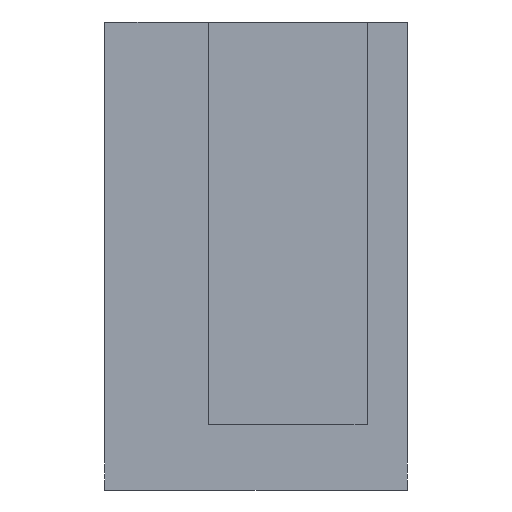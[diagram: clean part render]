
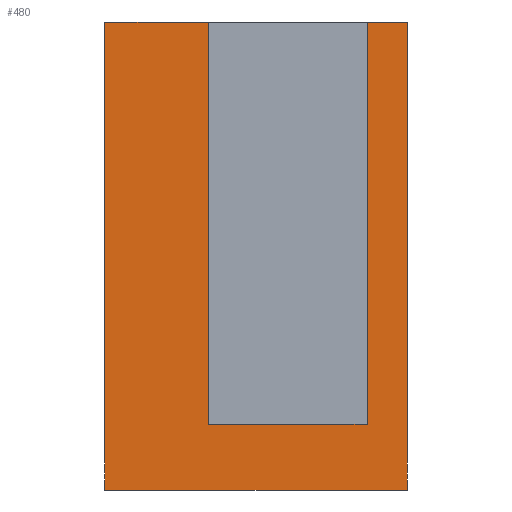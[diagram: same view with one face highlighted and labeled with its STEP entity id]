
A CAD part, front view. The second image highlights one B-rep face of the part: STEP entity #480.
In plain terms, the highlighted planar face has unit normal (0, -1, 0).
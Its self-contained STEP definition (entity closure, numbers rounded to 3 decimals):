
#14 = CARTESIAN_POINT ( 'NONE',  ( 13.06, -5., -14.75 ) ) ;
#30 = CARTESIAN_POINT ( 'NONE',  ( 1.53, -5., 14.75 ) ) ;
#31 = DIRECTION ( 'NONE',  ( 0., 0., -1. ) ) ;
#32 = EDGE_CURVE ( 'NONE', #47, #440, #254, .T. ) ;
#47 = VERTEX_POINT ( 'NONE', #443 ) ;
#50 = VERTEX_POINT ( 'NONE', #257 ) ;
#64 = CARTESIAN_POINT ( 'NONE',  ( 13.06, -5., -10.6 ) ) ;
#67 = EDGE_CURVE ( 'NONE', #272, #415, #479, .T. ) ;
#73 = EDGE_CURVE ( 'NONE', #50, #47, #248, .T. ) ;
#91 = ORIENTED_EDGE ( 'NONE', *, *, #73, .T. ) ;
#94 = PLANE ( 'NONE',  #461 ) ;
#96 = VERTEX_POINT ( 'NONE', #435 ) ;
#101 = DIRECTION ( 'NONE',  ( -1., 0., 0. ) ) ;
#103 = EDGE_CURVE ( 'NONE', #415, #96, #212, .T. ) ;
#126 = CARTESIAN_POINT ( 'NONE',  ( 14.06, -5., 14.75 ) ) ;
#135 = FACE_OUTER_BOUND ( 'NONE', #218, .T. ) ;
#150 = EDGE_CURVE ( 'NONE', #160, #50, #266, .T. ) ;
#160 = VERTEX_POINT ( 'NONE', #338 ) ;
#162 = CARTESIAN_POINT ( 'NONE',  ( 14.06, -5., 14.75 ) ) ;
#164 = ORIENTED_EDGE ( 'NONE', *, *, #402, .T. ) ;
#169 = CARTESIAN_POINT ( 'NONE',  ( 1.53, -5., 14.75 ) ) ;
#170 = DIRECTION ( 'NONE',  ( 0., 0., 1. ) ) ;
#183 = VECTOR ( 'NONE', #101, 1000. ) ;
#187 = VECTOR ( 'NONE', #170, 1000. ) ;
#195 = VECTOR ( 'NONE', #476, 1000. ) ;
#212 = LINE ( 'NONE', #14, #460 ) ;
#213 = ORIENTED_EDGE ( 'NONE', *, *, #224, .T. ) ;
#215 = VECTOR ( 'NONE', #31, 1000. ) ;
#218 = EDGE_LOOP ( 'NONE', ( #274, #403, #91, #361, #164, #213, #426, #330 ) ) ;
#219 = LINE ( 'NONE', #319, #183 ) ;
#224 = EDGE_CURVE ( 'NONE', #241, #96, #316, .T. ) ;
#232 = CARTESIAN_POINT ( 'NONE',  ( -5., -5., 0. ) ) ;
#241 = VERTEX_POINT ( 'NONE', #421 ) ;
#245 = DIRECTION ( 'NONE',  ( -1., 0., 0. ) ) ;
#248 = LINE ( 'NONE', #64, #423 ) ;
#251 = DIRECTION ( 'NONE',  ( -1., 0., 0. ) ) ;
#253 = CARTESIAN_POINT ( 'NONE',  ( 13.06, -5., 14.75 ) ) ;
#254 = LINE ( 'NONE', #30, #187 ) ;
#257 = CARTESIAN_POINT ( 'NONE',  ( 11.53, -5., -10.6 ) ) ;
#266 = LINE ( 'NONE', #374, #215 ) ;
#272 = VERTEX_POINT ( 'NONE', #162 ) ;
#274 = ORIENTED_EDGE ( 'NONE', *, *, #380, .T. ) ;
#278 = DIRECTION ( 'NONE',  ( 0., 0., -1. ) ) ;
#282 = DIRECTION ( 'NONE',  ( 0., 1., 0. ) ) ;
#288 = DIRECTION ( 'NONE',  ( 0., 0., -1. ) ) ;
#316 = LINE ( 'NONE', #232, #367 ) ;
#319 = CARTESIAN_POINT ( 'NONE',  ( 13.06, -5., 14.75 ) ) ;
#330 = ORIENTED_EDGE ( 'NONE', *, *, #67, .F. ) ;
#331 = CARTESIAN_POINT ( 'NONE',  ( 14.06, -5., -14.75 ) ) ;
#338 = CARTESIAN_POINT ( 'NONE',  ( 11.53, -5., 14.75 ) ) ;
#356 = CARTESIAN_POINT ( 'NONE',  ( 13.06, -5., 14.75 ) ) ;
#361 = ORIENTED_EDGE ( 'NONE', *, *, #32, .T. ) ;
#367 = VECTOR ( 'NONE', #278, 1000. ) ;
#374 = CARTESIAN_POINT ( 'NONE',  ( 11.53, -5., 14.75 ) ) ;
#380 = EDGE_CURVE ( 'NONE', #272, #160, #219, .T. ) ;
#397 = DIRECTION ( 'NONE',  ( 0., 0., 1. ) ) ;
#402 = EDGE_CURVE ( 'NONE', #440, #241, #465, .T. ) ;
#403 = ORIENTED_EDGE ( 'NONE', *, *, #150, .T. ) ;
#415 = VERTEX_POINT ( 'NONE', #331 ) ;
#421 = CARTESIAN_POINT ( 'NONE',  ( -5., -5., 14.75 ) ) ;
#423 = VECTOR ( 'NONE', #245, 1000. ) ;
#426 = ORIENTED_EDGE ( 'NONE', *, *, #103, .F. ) ;
#435 = CARTESIAN_POINT ( 'NONE',  ( -5., -5., -14.75 ) ) ;
#440 = VERTEX_POINT ( 'NONE', #169 ) ;
#442 = VECTOR ( 'NONE', #288, 1000. ) ;
#443 = CARTESIAN_POINT ( 'NONE',  ( 1.53, -5., -10.6 ) ) ;
#460 = VECTOR ( 'NONE', #251, 1000. ) ;
#461 = AXIS2_PLACEMENT_3D ( 'NONE', #356, #282, #397 ) ;
#465 = LINE ( 'NONE', #253, #195 ) ;
#476 = DIRECTION ( 'NONE',  ( -1., 0., 0. ) ) ;
#479 = LINE ( 'NONE', #126, #442 ) ;
#480 = ADVANCED_FACE ( 'NONE', ( #135 ), #94, .F. ) ;
